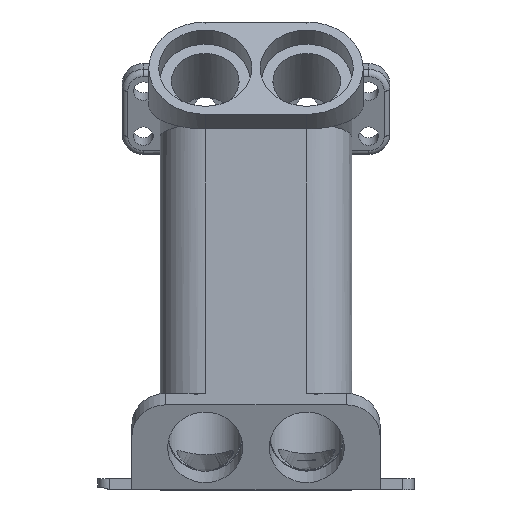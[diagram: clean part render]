
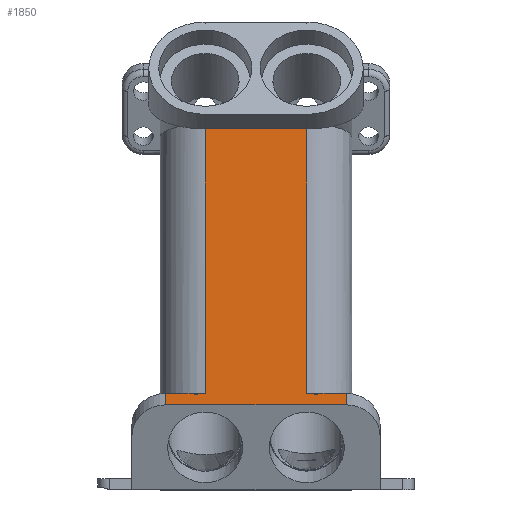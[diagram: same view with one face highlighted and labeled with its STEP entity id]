
A CAD part, top view. The second image highlights one B-rep face of the part: STEP entity #1850.
In plain terms, the highlighted planar face has unit normal (0, 0.94, 0.342).
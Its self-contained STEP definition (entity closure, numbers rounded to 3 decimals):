
#210=FACE_OUTER_BOUND('',#315,.T.);
#315=EDGE_LOOP('',(#1276,#1277,#1278,#1279,#1280,#1281,#1282,#1283));
#471=LINE('',#2793,#627);
#474=LINE('',#2804,#630);
#475=LINE('',#2806,#631);
#476=LINE('',#2808,#632);
#477=LINE('',#2810,#633);
#478=LINE('',#2812,#634);
#479=LINE('',#2814,#635);
#480=LINE('',#2815,#636);
#627=VECTOR('',#2223,10.);
#630=VECTOR('',#2234,10.);
#631=VECTOR('',#2235,10.);
#632=VECTOR('',#2236,10.);
#633=VECTOR('',#2237,10.);
#634=VECTOR('',#2238,10.);
#635=VECTOR('',#2239,10.);
#636=VECTOR('',#2240,10.);
#772=VERTEX_POINT('',#2747);
#778=VERTEX_POINT('',#2760);
#789=VERTEX_POINT('',#2803);
#790=VERTEX_POINT('',#2805);
#791=VERTEX_POINT('',#2807);
#792=VERTEX_POINT('',#2809);
#793=VERTEX_POINT('',#2811);
#794=VERTEX_POINT('',#2813);
#973=EDGE_CURVE('',#772,#778,#471,.T.);
#978=EDGE_CURVE('',#789,#778,#474,.T.);
#979=EDGE_CURVE('',#790,#789,#475,.T.);
#980=EDGE_CURVE('',#791,#790,#476,.T.);
#981=EDGE_CURVE('',#791,#792,#477,.T.);
#982=EDGE_CURVE('',#793,#792,#478,.T.);
#983=EDGE_CURVE('',#794,#793,#479,.T.);
#984=EDGE_CURVE('',#794,#772,#480,.T.);
#1276=ORIENTED_EDGE('',*,*,#973,.T.);
#1277=ORIENTED_EDGE('',*,*,#978,.F.);
#1278=ORIENTED_EDGE('',*,*,#979,.F.);
#1279=ORIENTED_EDGE('',*,*,#980,.F.);
#1280=ORIENTED_EDGE('',*,*,#981,.T.);
#1281=ORIENTED_EDGE('',*,*,#982,.F.);
#1282=ORIENTED_EDGE('',*,*,#983,.F.);
#1283=ORIENTED_EDGE('',*,*,#984,.T.);
#1794=PLANE('',#1981);
#1850=ADVANCED_FACE('',(#210),#1794,.T.);
#1981=AXIS2_PLACEMENT_3D('',#2802,#2232,#2233);
#2223=DIRECTION('',(-1.,0.,0.));
#2232=DIRECTION('center_axis',(0.,0.94,0.342));
#2233=DIRECTION('ref_axis',(0.,-0.342,0.94));
#2234=DIRECTION('',(0.,0.342,-0.94));
#2235=DIRECTION('',(1.,0.,0.));
#2236=DIRECTION('',(0.,0.342,-0.94));
#2237=DIRECTION('',(1.,0.,0.));
#2238=DIRECTION('',(0.,-0.342,0.94));
#2239=DIRECTION('',(1.,0.,0.));
#2240=DIRECTION('',(0.,0.342,-0.94));
#2747=CARTESIAN_POINT('',(35.2,54.178,-35.018));
#2760=CARTESIAN_POINT('',(17.2,54.178,-35.018));
#2793=CARTESIAN_POINT('',(17.2,54.178,-35.018));
#2802=CARTESIAN_POINT('Origin',(-0.8,7.087,94.362));
#2803=CARTESIAN_POINT('',(17.2,7.087,94.362));
#2804=CARTESIAN_POINT('',(17.2,7.087,94.362));
#2805=CARTESIAN_POINT('',(10.2,7.087,94.362));
#2806=CARTESIAN_POINT('',(-0.8,7.087,94.362));
#2807=CARTESIAN_POINT('',(10.2,5.035,100.));
#2808=CARTESIAN_POINT('',(10.2,6.574,95.771));
#2809=CARTESIAN_POINT('',(42.2,5.035,100.));
#2810=CARTESIAN_POINT('',(-0.8,5.035,100.));
#2811=CARTESIAN_POINT('',(42.2,7.087,94.362));
#2812=CARTESIAN_POINT('',(42.2,6.574,95.771));
#2813=CARTESIAN_POINT('',(35.2,7.087,94.362));
#2814=CARTESIAN_POINT('',(-0.8,7.087,94.362));
#2815=CARTESIAN_POINT('',(35.2,7.087,94.362));
